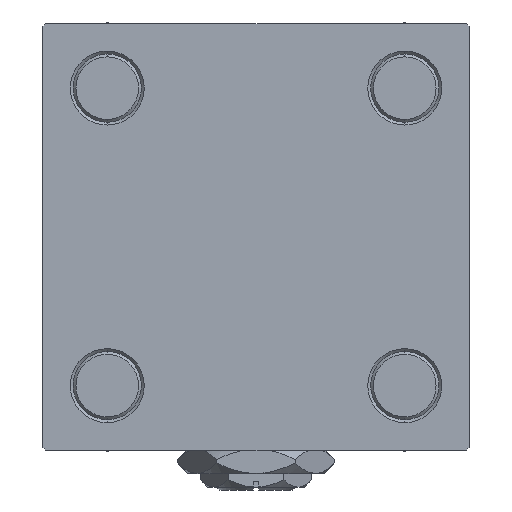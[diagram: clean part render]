
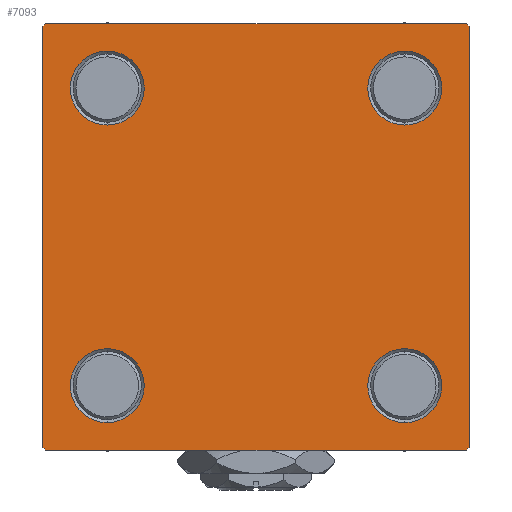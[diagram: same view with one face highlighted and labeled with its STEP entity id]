
A CAD part, left-side view. The second image highlights one B-rep face of the part: STEP entity #7093.
In plain terms, the highlighted planar face has unit normal (-1, 0, 0).
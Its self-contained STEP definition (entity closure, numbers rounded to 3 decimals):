
#604 = CARTESIAN_POINT ( 'NONE',  ( 0., -37., 37.5 ) ) ;
#663 = CARTESIAN_POINT ( 'NONE',  ( 0., 37.25, -37.25 ) ) ;
#664 = ORIENTED_EDGE ( 'NONE', *, *, #39588, .T. ) ;
#1543 = EDGE_LOOP ( 'NONE', ( #32985, #4507 ) ) ;
#2781 = CARTESIAN_POINT ( 'NONE',  ( 0., -37.5, 37.5 ) ) ;
#3561 = AXIS2_PLACEMENT_3D ( 'NONE', #45170, #41004, #32194 ) ;
#4377 = EDGE_CURVE ( 'NONE', #35665, #25751, #47235, .T. ) ;
#4507 = ORIENTED_EDGE ( 'NONE', *, *, #18032, .T. ) ;
#5159 = FACE_OUTER_BOUND ( 'NONE', #40883, .T. ) ;
#5324 = CIRCLE ( 'NONE', #3561, 6.5 ) ;
#5408 = CARTESIAN_POINT ( 'NONE',  ( 0., -37.5, 37. ) ) ;
#5629 = EDGE_CURVE ( 'NONE', #38484, #51285, #25866, .T. ) ;
#6141 = DIRECTION ( 'NONE',  ( 1., 0., 0. ) ) ;
#6717 = DIRECTION ( 'NONE',  ( 0., 0.707, 0.707 ) ) ;
#6814 = ORIENTED_EDGE ( 'NONE', *, *, #4377, .T. ) ;
#6922 = ORIENTED_EDGE ( 'NONE', *, *, #38272, .T. ) ;
#6954 = CARTESIAN_POINT ( 'NONE',  ( 0., 37.5, 37. ) ) ;
#7025 = LINE ( 'NONE', #20813, #38267 ) ;
#7093 = ADVANCED_FACE ( 'NONE', ( #42452, #51294, #38304, #47127, #5159 ), #34442, .T. ) ;
#7135 = VECTOR ( 'NONE', #47584, 1000. ) ;
#7767 = EDGE_CURVE ( 'NONE', #19164, #29062, #25330, .T. ) ;
#8096 = DIRECTION ( 'NONE',  ( 1., 0., 0. ) ) ;
#8149 = DIRECTION ( 'NONE',  ( 1., 0., 0. ) ) ;
#8321 = ORIENTED_EDGE ( 'NONE', *, *, #5629, .F. ) ;
#8764 = CARTESIAN_POINT ( 'NONE',  ( 0., -26.15, 19.65 ) ) ;
#9740 = CARTESIAN_POINT ( 'NONE',  ( 0., 37.5, -37. ) ) ;
#9864 = DIRECTION ( 'NONE',  ( 0., -1., 0. ) ) ;
#10305 = AXIS2_PLACEMENT_3D ( 'NONE', #17187, #8096, #34030 ) ;
#10335 = CARTESIAN_POINT ( 'NONE',  ( 0., 26.15, -26.15 ) ) ;
#10857 = VERTEX_POINT ( 'NONE', #9740 ) ;
#11346 = DIRECTION ( 'NONE',  ( 0., 0., -1. ) ) ;
#11939 = CIRCLE ( 'NONE', #26008, 6.5 ) ;
#12549 = CARTESIAN_POINT ( 'NONE',  ( 0., -26.15, 32.65 ) ) ;
#13097 = DIRECTION ( 'NONE',  ( 1., 0., 0. ) ) ;
#13366 = DIRECTION ( 'NONE',  ( 1., 0., 0. ) ) ;
#13733 = AXIS2_PLACEMENT_3D ( 'NONE', #31834, #6141, #19666 ) ;
#14209 = DIRECTION ( 'NONE',  ( 1., 0., 0. ) ) ;
#14921 = CARTESIAN_POINT ( 'NONE',  ( 0., 26.15, 32.65 ) ) ;
#16725 = DIRECTION ( 'NONE',  ( 1., 0., 0. ) ) ;
#16784 = DIRECTION ( 'NONE',  ( -1., 0., 0. ) ) ;
#16857 = CARTESIAN_POINT ( 'NONE',  ( 0., -37., -37.5 ) ) ;
#17187 = CARTESIAN_POINT ( 'NONE',  ( 0., -26.15, 26.15 ) ) ;
#17346 = EDGE_LOOP ( 'NONE', ( #53132, #46180 ) ) ;
#17504 = DIRECTION ( 'NONE',  ( 0., 0., 1. ) ) ;
#17845 = CARTESIAN_POINT ( 'NONE',  ( 0., -26.15, -19.65 ) ) ;
#17863 = DIRECTION ( 'NONE',  ( 0., 0., 1. ) ) ;
#18032 = EDGE_CURVE ( 'NONE', #36435, #33570, #5324, .T. ) ;
#19094 = ORIENTED_EDGE ( 'NONE', *, *, #53570, .T. ) ;
#19164 = VERTEX_POINT ( 'NONE', #8764 ) ;
#19175 = ORIENTED_EDGE ( 'NONE', *, *, #32296, .T. ) ;
#19666 = DIRECTION ( 'NONE',  ( 0., 0., 1. ) ) ;
#19667 = EDGE_LOOP ( 'NONE', ( #42735, #21634 ) ) ;
#19960 = VECTOR ( 'NONE', #29745, 1000. ) ;
#19962 = LINE ( 'NONE', #40130, #20096 ) ;
#20096 = VECTOR ( 'NONE', #6717, 1000. ) ;
#20652 = CARTESIAN_POINT ( 'NONE',  ( 0., 37.5, 37.5 ) ) ;
#20813 = CARTESIAN_POINT ( 'NONE',  ( 0., -37.25, -37.25 ) ) ;
#20832 = CARTESIAN_POINT ( 'NONE',  ( 0., -26.15, -26.15 ) ) ;
#21440 = AXIS2_PLACEMENT_3D ( 'NONE', #26369, #16725, #33564 ) ;
#21634 = ORIENTED_EDGE ( 'NONE', *, *, #7767, .T. ) ;
#23567 = CIRCLE ( 'NONE', #37674, 6.5 ) ;
#24445 = DIRECTION ( 'NONE',  ( 0., 0., 1. ) ) ;
#25330 = CIRCLE ( 'NONE', #10305, 6.5 ) ;
#25751 = VERTEX_POINT ( 'NONE', #14921 ) ;
#25866 = LINE ( 'NONE', #38831, #19960 ) ;
#26008 = AXIS2_PLACEMENT_3D ( 'NONE', #26870, #13366, #17504 ) ;
#26369 = CARTESIAN_POINT ( 'NONE',  ( 0., 26.15, -26.15 ) ) ;
#26432 = LINE ( 'NONE', #52111, #43586 ) ;
#26453 = VERTEX_POINT ( 'NONE', #53368 ) ;
#26870 = CARTESIAN_POINT ( 'NONE',  ( 0., -26.15, 26.15 ) ) ;
#28985 = VERTEX_POINT ( 'NONE', #46220 ) ;
#29062 = VERTEX_POINT ( 'NONE', #12549 ) ;
#29745 = DIRECTION ( 'NONE',  ( 0., -1., 0. ) ) ;
#29760 = CARTESIAN_POINT ( 'NONE',  ( 0., 0., 0. ) ) ;
#30222 = EDGE_LOOP ( 'NONE', ( #19094, #6814 ) ) ;
#30661 = CIRCLE ( 'NONE', #34207, 6.5 ) ;
#30747 = CARTESIAN_POINT ( 'NONE',  ( 0., 37.25, 37.25 ) ) ;
#31834 = CARTESIAN_POINT ( 'NONE',  ( 0., 26.15, 26.15 ) ) ;
#32011 = CIRCLE ( 'NONE', #21440, 6.5 ) ;
#32194 = DIRECTION ( 'NONE',  ( 0., 0., 1. ) ) ;
#32296 = EDGE_CURVE ( 'NONE', #38484, #38455, #46772, .T. ) ;
#32392 = VECTOR ( 'NONE', #11346, 1000. ) ;
#32985 = ORIENTED_EDGE ( 'NONE', *, *, #47315, .T. ) ;
#33536 = DIRECTION ( 'NONE',  ( 0., 0., 1. ) ) ;
#33564 = DIRECTION ( 'NONE',  ( 0., 0., 1. ) ) ;
#33570 = VERTEX_POINT ( 'NONE', #17845 ) ;
#33843 = EDGE_CURVE ( 'NONE', #10857, #43438, #50391, .T. ) ;
#33899 = LINE ( 'NONE', #20652, #50771 ) ;
#34030 = DIRECTION ( 'NONE',  ( 0., 0., 1. ) ) ;
#34034 = CARTESIAN_POINT ( 'NONE',  ( 0., 37., -37.5 ) ) ;
#34207 = AXIS2_PLACEMENT_3D ( 'NONE', #10335, #14209, #39049 ) ;
#34442 = PLANE ( 'NONE',  #42074 ) ;
#34880 = ORIENTED_EDGE ( 'NONE', *, *, #53703, .T. ) ;
#35665 = VERTEX_POINT ( 'NONE', #39929 ) ;
#36353 = EDGE_CURVE ( 'NONE', #53327, #26453, #32011, .T. ) ;
#36435 = VERTEX_POINT ( 'NONE', #52321 ) ;
#36613 = CIRCLE ( 'NONE', #53377, 6.5 ) ;
#37499 = DIRECTION ( 'NONE',  ( 0., 0., -1. ) ) ;
#37674 = AXIS2_PLACEMENT_3D ( 'NONE', #42104, #8149, #24445 ) ;
#38267 = VECTOR ( 'NONE', #46215, 1000. ) ;
#38272 = EDGE_CURVE ( 'NONE', #39191, #28985, #7025, .T. ) ;
#38304 = FACE_BOUND ( 'NONE', #17346, .T. ) ;
#38455 = VERTEX_POINT ( 'NONE', #6954 ) ;
#38484 = VERTEX_POINT ( 'NONE', #53632 ) ;
#38831 = CARTESIAN_POINT ( 'NONE',  ( 0., 37.5, 37.5 ) ) ;
#39049 = DIRECTION ( 'NONE',  ( 0., 0., 1. ) ) ;
#39191 = VERTEX_POINT ( 'NONE', #16857 ) ;
#39588 = EDGE_CURVE ( 'NONE', #43438, #39191, #26432, .T. ) ;
#39816 = ORIENTED_EDGE ( 'NONE', *, *, #33843, .T. ) ;
#39929 = CARTESIAN_POINT ( 'NONE',  ( 0., 26.15, 19.65 ) ) ;
#40130 = CARTESIAN_POINT ( 'NONE',  ( 0., -37.25, 37.25 ) ) ;
#40866 = LINE ( 'NONE', #2781, #32392 ) ;
#40883 = EDGE_LOOP ( 'NONE', ( #44112, #39816, #664, #6922, #43177, #34880, #8321, #19175 ) ) ;
#41004 = DIRECTION ( 'NONE',  ( 1., 0., 0. ) ) ;
#42074 = AXIS2_PLACEMENT_3D ( 'NONE', #29760, #16784, #17863 ) ;
#42104 = CARTESIAN_POINT ( 'NONE',  ( 0., 26.15, 26.15 ) ) ;
#42452 = FACE_BOUND ( 'NONE', #19667, .T. ) ;
#42735 = ORIENTED_EDGE ( 'NONE', *, *, #47330, .T. ) ;
#42902 = DIRECTION ( 'NONE',  ( 0., -0.707, -0.707 ) ) ;
#43177 = ORIENTED_EDGE ( 'NONE', *, *, #53146, .F. ) ;
#43438 = VERTEX_POINT ( 'NONE', #34034 ) ;
#43586 = VECTOR ( 'NONE', #9864, 1000. ) ;
#44112 = ORIENTED_EDGE ( 'NONE', *, *, #48850, .T. ) ;
#45170 = CARTESIAN_POINT ( 'NONE',  ( 0., -26.15, -26.15 ) ) ;
#46180 = ORIENTED_EDGE ( 'NONE', *, *, #36353, .T. ) ;
#46215 = DIRECTION ( 'NONE',  ( 0., -0.707, 0.707 ) ) ;
#46220 = CARTESIAN_POINT ( 'NONE',  ( 0., -37.5, -37. ) ) ;
#46772 = LINE ( 'NONE', #30747, #7135 ) ;
#47064 = VERTEX_POINT ( 'NONE', #5408 ) ;
#47127 = FACE_BOUND ( 'NONE', #30222, .T. ) ;
#47235 = CIRCLE ( 'NONE', #13733, 6.5 ) ;
#47315 = EDGE_CURVE ( 'NONE', #33570, #36435, #36613, .T. ) ;
#47330 = EDGE_CURVE ( 'NONE', #29062, #19164, #11939, .T. ) ;
#47390 = CARTESIAN_POINT ( 'NONE',  ( 0., 26.15, -32.65 ) ) ;
#47584 = DIRECTION ( 'NONE',  ( 0., 0.707, -0.707 ) ) ;
#48850 = EDGE_CURVE ( 'NONE', #38455, #10857, #33899, .T. ) ;
#50391 = LINE ( 'NONE', #663, #53065 ) ;
#50771 = VECTOR ( 'NONE', #37499, 1000. ) ;
#51285 = VERTEX_POINT ( 'NONE', #604 ) ;
#51294 = FACE_BOUND ( 'NONE', #1543, .T. ) ;
#52111 = CARTESIAN_POINT ( 'NONE',  ( 0., 37.5, -37.5 ) ) ;
#52321 = CARTESIAN_POINT ( 'NONE',  ( 0., -26.15, -32.65 ) ) ;
#53065 = VECTOR ( 'NONE', #42902, 1000. ) ;
#53132 = ORIENTED_EDGE ( 'NONE', *, *, #54522, .T. ) ;
#53146 = EDGE_CURVE ( 'NONE', #47064, #28985, #40866, .T. ) ;
#53327 = VERTEX_POINT ( 'NONE', #47390 ) ;
#53368 = CARTESIAN_POINT ( 'NONE',  ( 0., 26.15, -19.65 ) ) ;
#53377 = AXIS2_PLACEMENT_3D ( 'NONE', #20832, #13097, #33536 ) ;
#53570 = EDGE_CURVE ( 'NONE', #25751, #35665, #23567, .T. ) ;
#53632 = CARTESIAN_POINT ( 'NONE',  ( 0., 37., 37.5 ) ) ;
#53703 = EDGE_CURVE ( 'NONE', #47064, #51285, #19962, .T. ) ;
#54522 = EDGE_CURVE ( 'NONE', #26453, #53327, #30661, .T. ) ;
